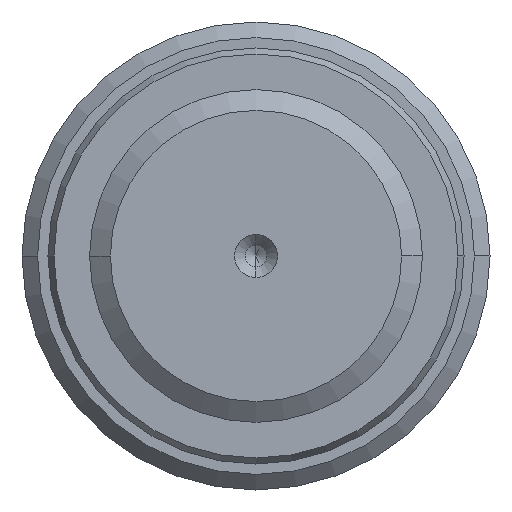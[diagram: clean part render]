
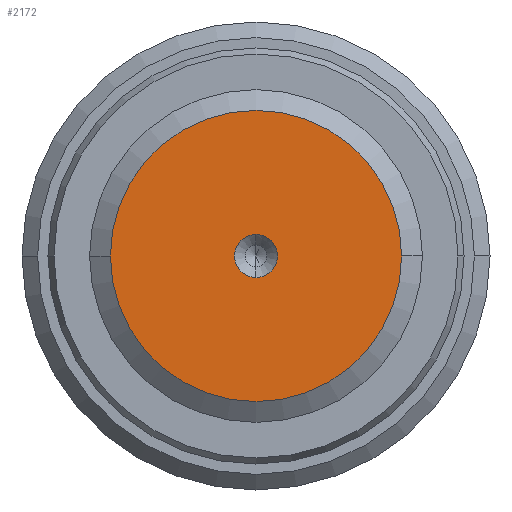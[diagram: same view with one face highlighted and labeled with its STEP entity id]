
A CAD part, left-side view. The second image highlights one B-rep face of the part: STEP entity #2172.
In plain terms, the highlighted planar face has unit normal (-1, 0, 0).
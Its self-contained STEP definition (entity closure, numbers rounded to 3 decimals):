
#116 = DIRECTION ( 'NONE',  ( 0., -1., 0. ) ) ;
#189 = CIRCLE ( 'NONE', #2214, 14. ) ;
#337 = PLANE ( 'NONE',  #590 ) ;
#379 = EDGE_CURVE ( 'NONE', #2170, #3602, #3567, .T. ) ;
#467 = CIRCLE ( 'NONE', #796, 2.075 ) ;
#549 = CARTESIAN_POINT ( 'NONE',  ( 0., 0., 0. ) ) ;
#590 = AXIS2_PLACEMENT_3D ( 'NONE', #670, #1919, #116 ) ;
#641 = AXIS2_PLACEMENT_3D ( 'NONE', #549, #1473, #1141 ) ;
#661 = CIRCLE ( 'NONE', #3647, 2.075 ) ;
#670 = CARTESIAN_POINT ( 'NONE',  ( 0., 0., 0. ) ) ;
#796 = AXIS2_PLACEMENT_3D ( 'NONE', #814, #2644, #3279 ) ;
#814 = CARTESIAN_POINT ( 'NONE',  ( 0., 0., 0. ) ) ;
#866 = CARTESIAN_POINT ( 'NONE',  ( 0., 0., 2.075 ) ) ;
#1071 = ORIENTED_EDGE ( 'NONE', *, *, #379, .T. ) ;
#1141 = DIRECTION ( 'NONE',  ( 0., -1., 0. ) ) ;
#1289 = ORIENTED_EDGE ( 'NONE', *, *, #3056, .T. ) ;
#1473 = DIRECTION ( 'NONE',  ( -1., 0., 0. ) ) ;
#1528 = VERTEX_POINT ( 'NONE', #2211 ) ;
#1588 = EDGE_CURVE ( 'NONE', #3602, #2170, #189, .T. ) ;
#1610 = ORIENTED_EDGE ( 'NONE', *, *, #3464, .T. ) ;
#1680 = FACE_BOUND ( 'NONE', #3124, .T. ) ;
#1714 = DIRECTION ( 'NONE',  ( -1., 0., 0. ) ) ;
#1798 = VERTEX_POINT ( 'NONE', #866 ) ;
#1919 = DIRECTION ( 'NONE',  ( -1., 0., 0. ) ) ;
#1992 = CARTESIAN_POINT ( 'NONE',  ( 0., 0., 0. ) ) ;
#2124 = CARTESIAN_POINT ( 'NONE',  ( 0., 0., 0. ) ) ;
#2170 = VERTEX_POINT ( 'NONE', #3455 ) ;
#2172 = ADVANCED_FACE ( 'NONE', ( #1680, #2907 ), #337, .T. ) ;
#2211 = CARTESIAN_POINT ( 'NONE',  ( 0., 0., -2.075 ) ) ;
#2214 = AXIS2_PLACEMENT_3D ( 'NONE', #1992, #1714, #3853 ) ;
#2605 = EDGE_LOOP ( 'NONE', ( #2897, #1071 ) ) ;
#2644 = DIRECTION ( 'NONE',  ( 1., 0., 0. ) ) ;
#2746 = DIRECTION ( 'NONE',  ( 0., -1., 0. ) ) ;
#2897 = ORIENTED_EDGE ( 'NONE', *, *, #1588, .T. ) ;
#2907 = FACE_OUTER_BOUND ( 'NONE', #2605, .T. ) ;
#3056 = EDGE_CURVE ( 'NONE', #1798, #1528, #661, .T. ) ;
#3124 = EDGE_LOOP ( 'NONE', ( #1289, #1610 ) ) ;
#3279 = DIRECTION ( 'NONE',  ( 0., -1., 0. ) ) ;
#3315 = CARTESIAN_POINT ( 'NONE',  ( 0., 14., 0. ) ) ;
#3335 = DIRECTION ( 'NONE',  ( 1., 0., 0. ) ) ;
#3455 = CARTESIAN_POINT ( 'NONE',  ( 0., -14., 0. ) ) ;
#3464 = EDGE_CURVE ( 'NONE', #1528, #1798, #467, .T. ) ;
#3567 = CIRCLE ( 'NONE', #641, 14. ) ;
#3602 = VERTEX_POINT ( 'NONE', #3315 ) ;
#3647 = AXIS2_PLACEMENT_3D ( 'NONE', #2124, #3335, #2746 ) ;
#3853 = DIRECTION ( 'NONE',  ( 0., -1., 0. ) ) ;
